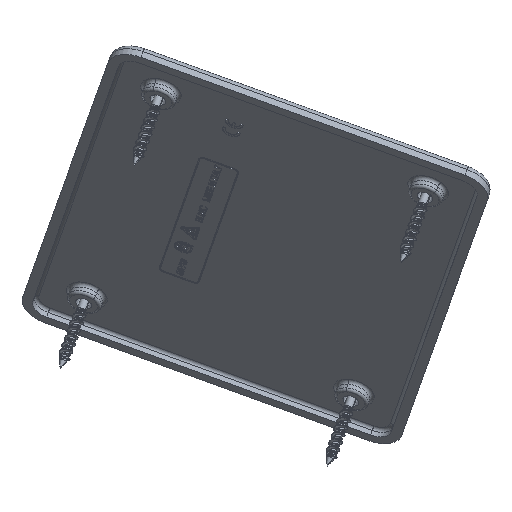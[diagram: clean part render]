
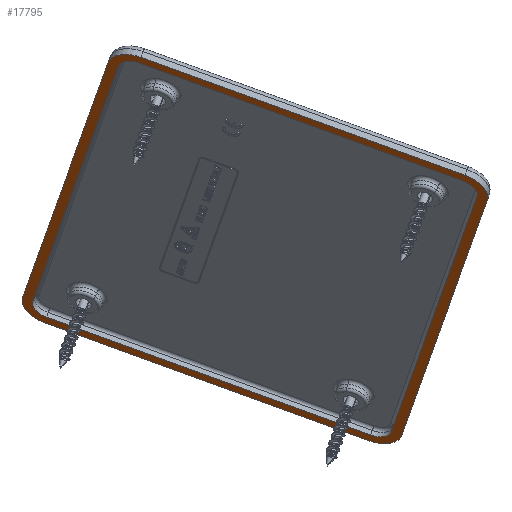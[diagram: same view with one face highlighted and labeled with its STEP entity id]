
A CAD part, left-side view. The second image highlights one B-rep face of the part: STEP entity #17795.
In plain terms, the highlighted face is planar.
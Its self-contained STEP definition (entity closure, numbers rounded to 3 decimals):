
#17339=CARTESIAN_POINT('Vertex',(-70.,47.,4.)) ;
#17346=CARTESIAN_POINT('Vertex',(-70.,-47.,4.)) ;
#17349=CARTESIAN_POINT('Line Origine',(-70.,-18.,4.)) ;
#17370=CARTESIAN_POINT('Vertex',(-62.,-55.,4.)) ;
#17373=CARTESIAN_POINT('Axis2P3D Location',(-62.,-47.,4.)) ;
#17394=CARTESIAN_POINT('Vertex',(62.,-55.,4.)) ;
#17397=CARTESIAN_POINT('Line Origine',(-24.,-55.,4.)) ;
#17418=CARTESIAN_POINT('Vertex',(70.,-47.,4.)) ;
#17421=CARTESIAN_POINT('Axis2P3D Location',(62.,-47.,4.)) ;
#17442=CARTESIAN_POINT('Vertex',(70.,47.,4.)) ;
#17445=CARTESIAN_POINT('Line Origine',(70.,-18.,4.)) ;
#17466=CARTESIAN_POINT('Vertex',(62.,55.,4.)) ;
#17469=CARTESIAN_POINT('Axis2P3D Location',(62.,47.,4.)) ;
#17490=CARTESIAN_POINT('Vertex',(-62.,55.,4.)) ;
#17493=CARTESIAN_POINT('Line Origine',(-24.,55.,4.)) ;
#17510=CARTESIAN_POINT('Axis2P3D Location',(-62.,47.,4.)) ;
#17714=CARTESIAN_POINT('Axis2P3D Location',(0.,0.,4.)) ;
#17729=CARTESIAN_POINT('Line Origine',(-67.,0.,4.)) ;
#17733=CARTESIAN_POINT('Vertex',(-67.,47.,4.)) ;
#17735=CARTESIAN_POINT('Vertex',(-67.,-47.,4.)) ;
#17738=CARTESIAN_POINT('Axis2P3D Location',(-62.,47.,4.)) ;
#17742=CARTESIAN_POINT('Vertex',(-62.,52.,4.)) ;
#17745=CARTESIAN_POINT('Line Origine',(0.,52.,4.)) ;
#17749=CARTESIAN_POINT('Vertex',(62.,52.,4.)) ;
#17752=CARTESIAN_POINT('Axis2P3D Location',(62.,47.,4.)) ;
#17756=CARTESIAN_POINT('Vertex',(67.,47.,4.)) ;
#17759=CARTESIAN_POINT('Line Origine',(67.,0.,4.)) ;
#17763=CARTESIAN_POINT('Vertex',(67.,-47.,4.)) ;
#17766=CARTESIAN_POINT('Axis2P3D Location',(62.,-47.,4.)) ;
#17770=CARTESIAN_POINT('Vertex',(62.,-52.,4.)) ;
#17773=CARTESIAN_POINT('Line Origine',(0.,-52.,4.)) ;
#17777=CARTESIAN_POINT('Vertex',(-62.,-52.,4.)) ;
#17780=CARTESIAN_POINT('Axis2P3D Location',(-62.,-47.,4.)) ;
#17350=DIRECTION('Vector Direction',(0.,1.,0.)) ;
#17374=DIRECTION('Axis2P3D Direction',(0.,0.,1.)) ;
#17398=DIRECTION('Vector Direction',(-1.,0.,0.)) ;
#17422=DIRECTION('Axis2P3D Direction',(0.,0.,-1.)) ;
#17446=DIRECTION('Vector Direction',(0.,1.,0.)) ;
#17470=DIRECTION('Axis2P3D Direction',(0.,0.,1.)) ;
#17494=DIRECTION('Vector Direction',(-1.,0.,0.)) ;
#17511=DIRECTION('Axis2P3D Direction',(0.,0.,-1.)) ;
#17715=DIRECTION('Axis2P3D Direction',(0.,0.,1.)) ;
#17716=DIRECTION('Axis2P3D XDirection',(1.,0.,0.)) ;
#17730=DIRECTION('Vector Direction',(0.,-1.,0.)) ;
#17739=DIRECTION('Axis2P3D Direction',(0.,0.,1.)) ;
#17746=DIRECTION('Vector Direction',(1.,0.,0.)) ;
#17753=DIRECTION('Axis2P3D Direction',(0.,0.,1.)) ;
#17760=DIRECTION('Vector Direction',(0.,-1.,0.)) ;
#17767=DIRECTION('Axis2P3D Direction',(0.,0.,1.)) ;
#17774=DIRECTION('Vector Direction',(1.,0.,0.)) ;
#17781=DIRECTION('Axis2P3D Direction',(0.,0.,1.)) ;
#17375=AXIS2_PLACEMENT_3D('Circle Axis2P3D',#17373,#17374,$) ;
#17423=AXIS2_PLACEMENT_3D('Circle Axis2P3D',#17421,#17422,$) ;
#17471=AXIS2_PLACEMENT_3D('Circle Axis2P3D',#17469,#17470,$) ;
#17512=AXIS2_PLACEMENT_3D('Circle Axis2P3D',#17510,#17511,$) ;
#17717=AXIS2_PLACEMENT_3D('Plane Axis2P3D',#17714,#17715,#17716) ;
#17740=AXIS2_PLACEMENT_3D('Circle Axis2P3D',#17738,#17739,$) ;
#17754=AXIS2_PLACEMENT_3D('Circle Axis2P3D',#17752,#17753,$) ;
#17768=AXIS2_PLACEMENT_3D('Circle Axis2P3D',#17766,#17767,$) ;
#17782=AXIS2_PLACEMENT_3D('Circle Axis2P3D',#17780,#17781,$) ;
#17720=ORIENTED_EDGE('',*,*,#17353,.F.) ;
#17721=ORIENTED_EDGE('',*,*,#17377,.T.) ;
#17722=ORIENTED_EDGE('',*,*,#17401,.F.) ;
#17723=ORIENTED_EDGE('',*,*,#17425,.F.) ;
#17724=ORIENTED_EDGE('',*,*,#17449,.T.) ;
#17725=ORIENTED_EDGE('',*,*,#17473,.T.) ;
#17726=ORIENTED_EDGE('',*,*,#17497,.T.) ;
#17727=ORIENTED_EDGE('',*,*,#17514,.F.) ;
#17786=ORIENTED_EDGE('',*,*,#17737,.F.) ;
#17787=ORIENTED_EDGE('',*,*,#17744,.F.) ;
#17788=ORIENTED_EDGE('',*,*,#17751,.T.) ;
#17789=ORIENTED_EDGE('',*,*,#17758,.T.) ;
#17790=ORIENTED_EDGE('',*,*,#17765,.T.) ;
#17791=ORIENTED_EDGE('',*,*,#17772,.F.) ;
#17792=ORIENTED_EDGE('',*,*,#17779,.F.) ;
#17793=ORIENTED_EDGE('',*,*,#17784,.T.) ;
#17794=FACE_BOUND('',#17785,.T.) ;
#17351=VECTOR('Line Direction',#17350,1.) ;
#17399=VECTOR('Line Direction',#17398,1.) ;
#17447=VECTOR('Line Direction',#17446,1.) ;
#17495=VECTOR('Line Direction',#17494,1.) ;
#17731=VECTOR('Line Direction',#17730,1.) ;
#17747=VECTOR('Line Direction',#17746,1.) ;
#17761=VECTOR('Line Direction',#17760,1.) ;
#17775=VECTOR('Line Direction',#17774,1.) ;
#17795=ADVANCED_FACE('PartBody',(#17728,#17794),#17718,.T.) ;
#17376=CIRCLE('generated circle',#17375,8.) ;
#17424=CIRCLE('generated circle',#17423,8.) ;
#17472=CIRCLE('generated circle',#17471,8.) ;
#17513=CIRCLE('generated circle',#17512,8.) ;
#17741=CIRCLE('generated circle',#17740,5.) ;
#17755=CIRCLE('generated circle',#17754,5.) ;
#17769=CIRCLE('generated circle',#17768,5.) ;
#17783=CIRCLE('generated circle',#17782,5.) ;
#17353=EDGE_CURVE('',#17347,#17340,#17352,.T.) ;
#17377=EDGE_CURVE('',#17347,#17371,#17376,.T.) ;
#17401=EDGE_CURVE('',#17395,#17371,#17400,.T.) ;
#17425=EDGE_CURVE('',#17419,#17395,#17424,.T.) ;
#17449=EDGE_CURVE('',#17419,#17443,#17448,.T.) ;
#17473=EDGE_CURVE('',#17443,#17467,#17472,.T.) ;
#17497=EDGE_CURVE('',#17467,#17491,#17496,.T.) ;
#17514=EDGE_CURVE('',#17340,#17491,#17513,.T.) ;
#17737=EDGE_CURVE('',#17734,#17736,#17732,.T.) ;
#17744=EDGE_CURVE('',#17743,#17734,#17741,.T.) ;
#17751=EDGE_CURVE('',#17743,#17750,#17748,.T.) ;
#17758=EDGE_CURVE('',#17750,#17757,#17755,.F.) ;
#17765=EDGE_CURVE('',#17757,#17764,#17762,.T.) ;
#17772=EDGE_CURVE('',#17771,#17764,#17769,.T.) ;
#17779=EDGE_CURVE('',#17778,#17771,#17776,.T.) ;
#17784=EDGE_CURVE('',#17778,#17736,#17783,.F.) ;
#17719=EDGE_LOOP('',(#17720,#17721,#17722,#17723,#17724,#17725,#17726,#17727)) ;
#17785=EDGE_LOOP('',(#17786,#17787,#17788,#17789,#17790,#17791,#17792,#17793)) ;
#17728=FACE_OUTER_BOUND('',#17719,.T.) ;
#17352=LINE('Line',#17349,#17351) ;
#17400=LINE('Line',#17397,#17399) ;
#17448=LINE('Line',#17445,#17447) ;
#17496=LINE('Line',#17493,#17495) ;
#17732=LINE('Line',#17729,#17731) ;
#17748=LINE('Line',#17745,#17747) ;
#17762=LINE('Line',#17759,#17761) ;
#17776=LINE('Line',#17773,#17775) ;
#17718=PLANE('',#17717) ;
#17340=VERTEX_POINT('',#17339) ;
#17347=VERTEX_POINT('',#17346) ;
#17371=VERTEX_POINT('',#17370) ;
#17395=VERTEX_POINT('',#17394) ;
#17419=VERTEX_POINT('',#17418) ;
#17443=VERTEX_POINT('',#17442) ;
#17467=VERTEX_POINT('',#17466) ;
#17491=VERTEX_POINT('',#17490) ;
#17734=VERTEX_POINT('',#17733) ;
#17736=VERTEX_POINT('',#17735) ;
#17743=VERTEX_POINT('',#17742) ;
#17750=VERTEX_POINT('',#17749) ;
#17757=VERTEX_POINT('',#17756) ;
#17764=VERTEX_POINT('',#17763) ;
#17771=VERTEX_POINT('',#17770) ;
#17778=VERTEX_POINT('',#17777) ;
